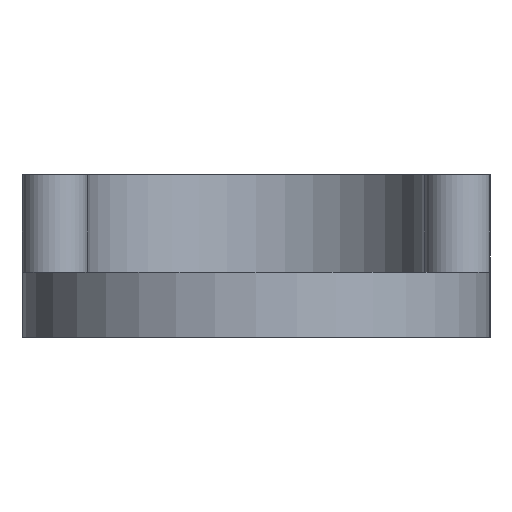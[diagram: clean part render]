
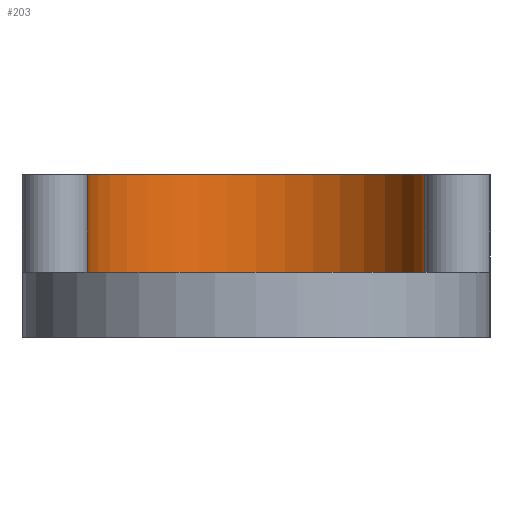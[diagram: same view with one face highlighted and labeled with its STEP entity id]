
A CAD part, left-side view. The second image highlights one B-rep face of the part: STEP entity #203.
In plain terms, the highlighted cylindrical face has radius 4.15 mm (diameter 8.3 mm), a partial arc.
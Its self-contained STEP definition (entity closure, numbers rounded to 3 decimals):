
#203=ADVANCED_FACE('',(#361),#363,.F.);
#361=FACE_BOUND('',#362,.T.);
#362=EDGE_LOOP('',(#838,#839,#840,#841));
#363=CYLINDRICAL_SURFACE('',#364,4.15);
#364=AXIS2_PLACEMENT_3D('',#365,#366,#367);
#365=CARTESIAN_POINT('',(15.,0.,0.));
#366=DIRECTION('',(0.,0.,-1.));
#367=DIRECTION('',(0.01,1.,0.));
#838=ORIENTED_EDGE('',*,*,#1134,.T.);
#839=ORIENTED_EDGE('',*,*,#1135,.T.);
#840=ORIENTED_EDGE('',*,*,#1092,.F.);
#841=ORIENTED_EDGE('',*,*,#1133,.F.);
#1092=EDGE_CURVE('',#1252,#1254,#1255,.T.);
#1133=EDGE_CURVE('',#1329,#1252,#1331,.T.);
#1134=EDGE_CURVE('',#1329,#1332,#1333,.F.);
#1135=EDGE_CURVE('',#1332,#1254,#1334,.T.);
#1252=VERTEX_POINT('',#1519);
#1254=VERTEX_POINT('',#1523);
#1255=CIRCLE('',#1524,4.15);
#1329=VERTEX_POINT('',#1703);
#1331=LINE('',#1707,#1708);
#1332=VERTEX_POINT('',#1710);
#1333=CIRCLE('',#1711,4.15);
#1334=LINE('',#1715,#1716);
#1519=CARTESIAN_POINT('',(15.04,4.15,4.));
#1523=CARTESIAN_POINT('',(15.04,-4.15,4.));
#1524=AXIS2_PLACEMENT_3D('',#1525,#1526,#1527);
#1525=CARTESIAN_POINT('',(15.,0.,4.));
#1526=DIRECTION('',(0.,0.,-1.));
#1527=DIRECTION('',(0.01,1.,0.));
#1703=CARTESIAN_POINT('',(15.04,4.15,1.6));
#1707=CARTESIAN_POINT('',(15.04,4.15,1.6));
#1708=VECTOR('',#1709,1.);
#1709=DIRECTION('',(0.,0.,1.));
#1710=CARTESIAN_POINT('',(15.04,-4.15,1.6));
#1711=AXIS2_PLACEMENT_3D('',#1712,#1713,#1714);
#1712=CARTESIAN_POINT('',(15.,0.,1.6));
#1713=DIRECTION('',(0.,0.,1.));
#1714=DIRECTION('',(0.01,-1.,0.));
#1715=CARTESIAN_POINT('',(15.04,-4.15,1.6));
#1716=VECTOR('',#1717,1.);
#1717=DIRECTION('',(0.,0.,1.));
